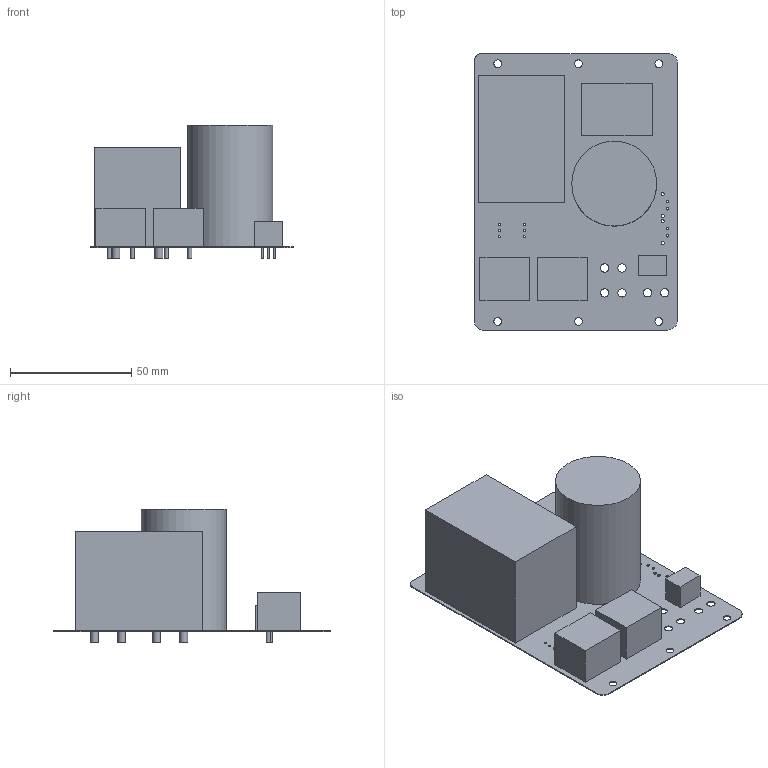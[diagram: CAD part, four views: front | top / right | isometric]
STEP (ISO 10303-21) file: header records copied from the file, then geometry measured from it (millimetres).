
FILE_DESCRIPTION(('Open CASCADE Model'),'2;1');
FILE_NAME('Open CASCADE Shape Model','2019-10-14T15:56:32',('Author'),( 'Open CASCADE'),'Open CASCADE STEP processor 6.8','Open CASCADE 6.8' ,'Unknown');
FILE_SCHEMA(('AUTOMOTIVE_DESIGN { 1 0 10303 214 1 1 1 1 }'));
Length unit declared in the file: millimetre
Products named in the file (22): PCB; Board; Open CASCADE STEP translator 6.8 1.1.1; 12VTOG; 7858925744; Body; Leads; C1; 7788031216; Cylinder; K2; 8403035104; Extruded; K1; 6315052464; TO; 6315057584; FROM
Assembly tree (30 placements, depth 4):
  PCB
    Board
      Open CASCADE STEP translator 6.8 1.1.1
    12VTOG
      7858925744
        Body
        Leads  x3
    C1
      7788031216
        Cylinder
    K2
      8403035104
        Extruded
    K1
      6315052464
        Body
        Leads  x6
    TO
      6315057584
        Body
        Leads  x2
    FROM
      6315057584
        Body
        Leads  x2
Bounding box: 83.57 x 113.89 x 54.99 mm (x, y, z)
Volume: 152356.5 mm3; surface area: 47391.4 mm2
Topology: 60 solids, 60 shells, 252 faces, 396 edges, 264 vertices
Faces by surface type: plane 146, cylinder 106
Full cylindrical faces by diameter (mm): 0.85 x15, 1.05 x3, 1.07 x4, 1.1 x2, 1.32 x4, 1.654 x8, 1.854 x4, 2.1 x4, 3.2 x6, 3.218 x36, 3.4 x6, 3.418 x6, 35.001 x1
Entity records: 4108 total; most frequent: DIRECTION 688, CARTESIAN_POINT 581, ORIENTED_EDGE 516, AXIS2_PLACEMENT_3D 279, EDGE_CURVE 258, FACE_BOUND 210, EDGE_LOOP 210, VERTEX_POINT 172
